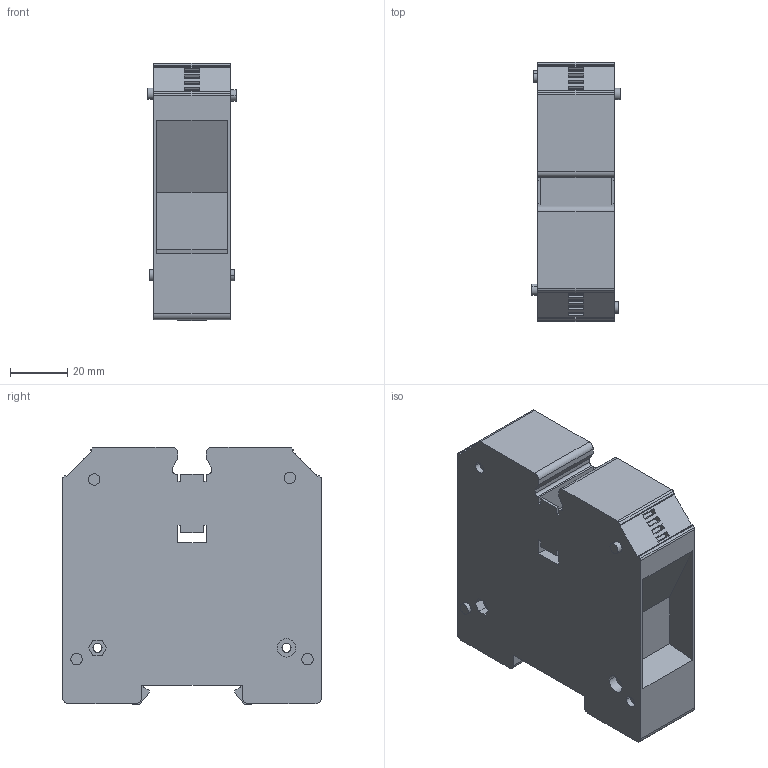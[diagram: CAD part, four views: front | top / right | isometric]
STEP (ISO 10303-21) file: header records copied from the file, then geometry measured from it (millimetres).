
FILE_DESCRIPTION(('CATIA V5 STEP Exchange','CAx-IF Rec.Pracs.--- Model Styling and Organization---1.4--- 2014-01-23'),'2;1');
FILE_NAME ('D1456752_0', '2020-02-13T06:30:45+00:00', ('none'), ('Weidmueller'), 'CATIA Version 5-6 Release 2016 SP3 HF44', 'CATIA V5 STEP AP214', 'none');
FILE_SCHEMA(('AUTOMOTIVE_DESIGN { 1 0 10303 214 1 1 1 1 }'));
Length unit declared in the file: millimetre
Products named in the file (1): 1820560000_WDU_95N-120N_BL
Bounding box: 31 x 91 x 90.45 mm (x, y, z)
Volume: 182713.7 mm3; surface area: 30620.7 mm2
Topology: 1 solids, 1 shells, 256 faces, 722 edges, 488 vertices
Faces by surface type: plane 210, cylinder 45, extrusion 1
Entity records: 7799 total; most frequent: ORIENTED_EDGE 1444, CARTESIAN_POINT 1439, DIRECTION 1065, EDGE_CURVE 722, VECTOR 603, LINE 602, VERTEX_POINT 488, EDGE_LOOP 284
